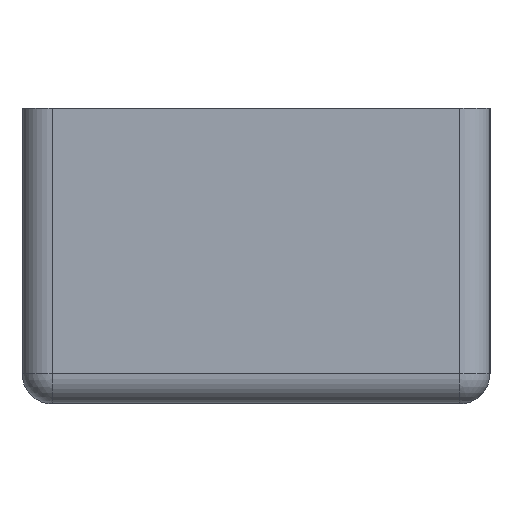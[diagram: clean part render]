
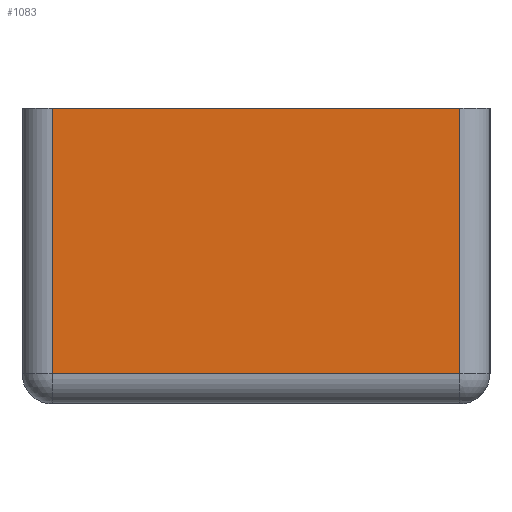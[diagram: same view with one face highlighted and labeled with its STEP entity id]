
A CAD part, left-side view. The second image highlights one B-rep face of the part: STEP entity #1083.
In plain terms, the highlighted planar face has unit normal (-1, 0, 0).
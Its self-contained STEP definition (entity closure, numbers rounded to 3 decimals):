
#72 = CYLINDRICAL_SURFACE('',#73,1.98);
#73 = AXIS2_PLACEMENT_3D('',#74,#75,#76);
#74 = CARTESIAN_POINT('',(-50.52,13.37,0.));
#75 = DIRECTION('',(0.,0.,1.));
#76 = DIRECTION('',(0.,1.,0.));
#100 = PLANE('',#101);
#101 = AXIS2_PLACEMENT_3D('',#102,#103,#104);
#102 = CARTESIAN_POINT('',(2.285,0.,17.4));
#103 = DIRECTION('',(0.,0.,1.));
#104 = DIRECTION('',(1.,0.,0.));
#228 = VERTEX_POINT('',#229);
#229 = CARTESIAN_POINT('',(-52.5,13.37,0.));
#251 = EDGE_CURVE('',#228,#252,#254,.T.);
#252 = VERTEX_POINT('',#253);
#253 = CARTESIAN_POINT('',(-52.5,13.37,17.4));
#254 = SURFACE_CURVE('',#255,(#259,#266),.PCURVE_S1.);
#255 = LINE('',#256,#257);
#256 = CARTESIAN_POINT('',(-52.5,13.37,0.));
#257 = VECTOR('',#258,1.);
#258 = DIRECTION('',(0.,0.,1.));
#259 = PCURVE('',#72,#260);
#260 = DEFINITIONAL_REPRESENTATION('',(#261),#265);
#261 = LINE('',#262,#263);
#262 = CARTESIAN_POINT('',(1.571,0.));
#263 = VECTOR('',#264,1.);
#264 = DIRECTION('',(0.,1.));
#265 = ( GEOMETRIC_REPRESENTATION_CONTEXT(2) 
PARAMETRIC_REPRESENTATION_CONTEXT() REPRESENTATION_CONTEXT('2D SPACE',''
  ) );
#266 = PCURVE('',#267,#272);
#267 = PLANE('',#268);
#268 = AXIS2_PLACEMENT_3D('',#269,#270,#271);
#269 = CARTESIAN_POINT('',(-52.5,-15.35,0.));
#270 = DIRECTION('',(-1.,0.,0.));
#271 = DIRECTION('',(0.,1.,0.));
#272 = DEFINITIONAL_REPRESENTATION('',(#273),#277);
#273 = LINE('',#274,#275);
#274 = CARTESIAN_POINT('',(28.72,0.));
#275 = VECTOR('',#276,1.);
#276 = DIRECTION('',(0.,-1.));
#277 = ( GEOMETRIC_REPRESENTATION_CONTEXT(2) 
PARAMETRIC_REPRESENTATION_CONTEXT() REPRESENTATION_CONTEXT('2D SPACE',''
  ) );
#389 = EDGE_CURVE('',#390,#252,#392,.T.);
#390 = VERTEX_POINT('',#391);
#391 = CARTESIAN_POINT('',(-52.5,-13.37,17.4));
#392 = SURFACE_CURVE('',#393,(#397,#404),.PCURVE_S1.);
#393 = LINE('',#394,#395);
#394 = CARTESIAN_POINT('',(-52.5,-15.35,17.4));
#395 = VECTOR('',#396,1.);
#396 = DIRECTION('',(0.,1.,0.));
#397 = PCURVE('',#100,#398);
#398 = DEFINITIONAL_REPRESENTATION('',(#399),#403);
#399 = LINE('',#400,#401);
#400 = CARTESIAN_POINT('',(-54.785,-15.35));
#401 = VECTOR('',#402,1.);
#402 = DIRECTION('',(0.,1.));
#403 = ( GEOMETRIC_REPRESENTATION_CONTEXT(2) 
PARAMETRIC_REPRESENTATION_CONTEXT() REPRESENTATION_CONTEXT('2D SPACE',''
  ) );
#404 = PCURVE('',#267,#405);
#405 = DEFINITIONAL_REPRESENTATION('',(#406),#410);
#406 = LINE('',#407,#408);
#407 = CARTESIAN_POINT('',(0.,-17.4));
#408 = VECTOR('',#409,1.);
#409 = DIRECTION('',(1.,0.));
#410 = ( GEOMETRIC_REPRESENTATION_CONTEXT(2) 
PARAMETRIC_REPRESENTATION_CONTEXT() REPRESENTATION_CONTEXT('2D SPACE',''
  ) );
#429 = CYLINDRICAL_SURFACE('',#430,1.98);
#430 = AXIS2_PLACEMENT_3D('',#431,#432,#433);
#431 = CARTESIAN_POINT('',(-50.52,-13.37,0.));
#432 = DIRECTION('',(0.,0.,1.));
#433 = DIRECTION('',(-1.,0.,0.));
#933 = PLANE('',#934);
#934 = AXIS2_PLACEMENT_3D('',#935,#936,#937);
#935 = CARTESIAN_POINT('',(-52.5,-15.35,0.));
#936 = DIRECTION('',(1.,0.,0.));
#937 = DIRECTION('',(0.,1.,0.));
#1083 = ADVANCED_FACE('',(#1084),#267,.T.);
#1084 = FACE_BOUND('',#1085,.T.);
#1085 = EDGE_LOOP('',(#1086,#1109,#1130,#1131));
#1086 = ORIENTED_EDGE('',*,*,#1087,.F.);
#1087 = EDGE_CURVE('',#1088,#228,#1090,.T.);
#1088 = VERTEX_POINT('',#1089);
#1089 = CARTESIAN_POINT('',(-52.5,-13.37,0.));
#1090 = SURFACE_CURVE('',#1091,(#1095,#1102),.PCURVE_S1.);
#1091 = LINE('',#1092,#1093);
#1092 = CARTESIAN_POINT('',(-52.5,-15.35,0.));
#1093 = VECTOR('',#1094,1.);
#1094 = DIRECTION('',(0.,1.,0.));
#1095 = PCURVE('',#267,#1096);
#1096 = DEFINITIONAL_REPRESENTATION('',(#1097),#1101);
#1097 = LINE('',#1098,#1099);
#1098 = CARTESIAN_POINT('',(0.,0.));
#1099 = VECTOR('',#1100,1.);
#1100 = DIRECTION('',(1.,0.));
#1101 = ( GEOMETRIC_REPRESENTATION_CONTEXT(2) 
PARAMETRIC_REPRESENTATION_CONTEXT() REPRESENTATION_CONTEXT('2D SPACE',''
  ) );
#1102 = PCURVE('',#933,#1103);
#1103 = DEFINITIONAL_REPRESENTATION('',(#1104),#1108);
#1104 = LINE('',#1105,#1106);
#1105 = CARTESIAN_POINT('',(0.,0.));
#1106 = VECTOR('',#1107,1.);
#1107 = DIRECTION('',(1.,0.));
#1108 = ( GEOMETRIC_REPRESENTATION_CONTEXT(2) 
PARAMETRIC_REPRESENTATION_CONTEXT() REPRESENTATION_CONTEXT('2D SPACE',''
  ) );
#1109 = ORIENTED_EDGE('',*,*,#1110,.T.);
#1110 = EDGE_CURVE('',#1088,#390,#1111,.T.);
#1111 = SURFACE_CURVE('',#1112,(#1116,#1123),.PCURVE_S1.);
#1112 = LINE('',#1113,#1114);
#1113 = CARTESIAN_POINT('',(-52.5,-13.37,0.));
#1114 = VECTOR('',#1115,1.);
#1115 = DIRECTION('',(0.,0.,1.));
#1116 = PCURVE('',#267,#1117);
#1117 = DEFINITIONAL_REPRESENTATION('',(#1118),#1122);
#1118 = LINE('',#1119,#1120);
#1119 = CARTESIAN_POINT('',(1.98,0.));
#1120 = VECTOR('',#1121,1.);
#1121 = DIRECTION('',(0.,-1.));
#1122 = ( GEOMETRIC_REPRESENTATION_CONTEXT(2) 
PARAMETRIC_REPRESENTATION_CONTEXT() REPRESENTATION_CONTEXT('2D SPACE',''
  ) );
#1123 = PCURVE('',#429,#1124);
#1124 = DEFINITIONAL_REPRESENTATION('',(#1125),#1129);
#1125 = LINE('',#1126,#1127);
#1126 = CARTESIAN_POINT('',(0.,0.));
#1127 = VECTOR('',#1128,1.);
#1128 = DIRECTION('',(0.,1.));
#1129 = ( GEOMETRIC_REPRESENTATION_CONTEXT(2) 
PARAMETRIC_REPRESENTATION_CONTEXT() REPRESENTATION_CONTEXT('2D SPACE',''
  ) );
#1130 = ORIENTED_EDGE('',*,*,#389,.T.);
#1131 = ORIENTED_EDGE('',*,*,#251,.F.);
